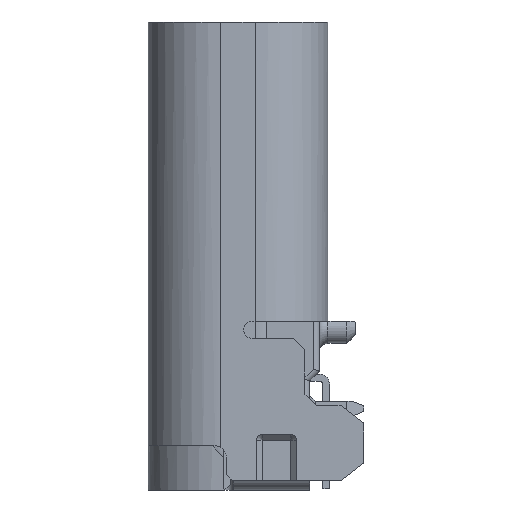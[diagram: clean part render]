
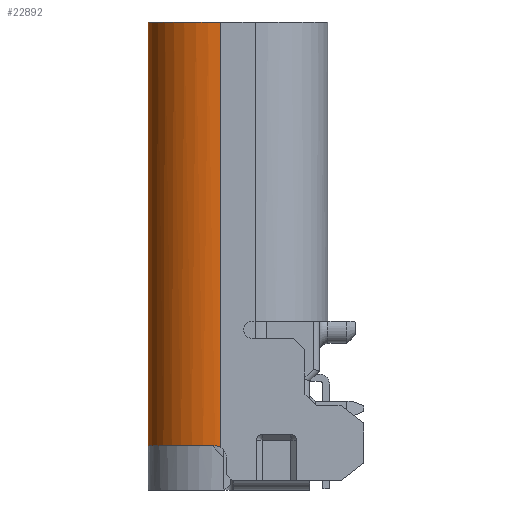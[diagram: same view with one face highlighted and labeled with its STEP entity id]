
A CAD part, left-side view. The second image highlights one B-rep face of the part: STEP entity #22892.
In plain terms, the highlighted cylindrical face has radius 1.27 mm (diameter 2.54 mm), a partial arc.
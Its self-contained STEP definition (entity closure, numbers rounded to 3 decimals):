
#232 = CARTESIAN_POINT ( 'NONE',  ( -4.47, 0.335, -2.708 ) ) ;
#670 = ORIENTED_EDGE ( 'NONE', *, *, #9839, .F. ) ;
#901 = CARTESIAN_POINT ( 'NONE',  ( -3.2, 0.3, -2.7 ) ) ;
#2258 = B_SPLINE_CURVE_WITH_KNOTS ( 'NONE', 3,
 ( #20689, #8331, #232, #22651 ),
 .UNSPECIFIED., .F., .F.,
 ( 4, 4 ),
 ( 0., 1. ),
 .UNSPECIFIED. ) ;
#2486 = VERTEX_POINT ( 'NONE', #16309 ) ;
#2590 = CYLINDRICAL_SURFACE ( 'NONE', #21133, 1.27 ) ;
#3060 = ORIENTED_EDGE ( 'NONE', *, *, #12030, .F. ) ;
#3268 = AXIS2_PLACEMENT_3D ( 'NONE', #14219, #6069, #18579 ) ;
#4676 = VERTEX_POINT ( 'NONE', #15974 ) ;
#5040 = DIRECTION ( 'NONE',  ( -1., 0., 0. ) ) ;
#5117 = CARTESIAN_POINT ( 'NONE',  ( -3.2, 0.3, 23.577 ) ) ;
#5540 = DIRECTION ( 'NONE',  ( 0., 0., 1. ) ) ;
#5562 = ORIENTED_EDGE ( 'NONE', *, *, #23474, .F. ) ;
#6069 = DIRECTION ( 'NONE',  ( 0., 0., 1. ) ) ;
#6131 = EDGE_CURVE ( 'NONE', #8707, #18457, #2258, .T. ) ;
#6870 = DIRECTION ( 'NONE',  ( 0., 0., -1. ) ) ;
#8331 = CARTESIAN_POINT ( 'NONE',  ( -4.469, 0.357, -2.702 ) ) ;
#8707 = VERTEX_POINT ( 'NONE', #11105 ) ;
#8720 = LINE ( 'NONE', #13796, #9939 ) ;
#8769 = EDGE_LOOP ( 'NONE', ( #3060, #22381, #16921, #5562, #670 ) ) ;
#9274 = DIRECTION ( 'NONE',  ( 0., 0., 1. ) ) ;
#9839 = EDGE_CURVE ( 'NONE', #13136, #4676, #17487, .T. ) ;
#9939 = VECTOR ( 'NONE', #5540, 1000. ) ;
#10966 = CIRCLE ( 'NONE', #13346, 1.27 ) ;
#11105 = CARTESIAN_POINT ( 'NONE',  ( -4.466, 0.4, -2.7 ) ) ;
#11404 = VECTOR ( 'NONE', #9274, 1000. ) ;
#12030 = EDGE_CURVE ( 'NONE', #8707, #13136, #10966, .T. ) ;
#13007 = EDGE_CURVE ( 'NONE', #18457, #2486, #8720, .T. ) ;
#13136 = VERTEX_POINT ( 'NONE', #14526 ) ;
#13304 = CARTESIAN_POINT ( 'NONE',  ( -3.2, 1.57, -3.3 ) ) ;
#13346 = AXIS2_PLACEMENT_3D ( 'NONE', #901, #6870, #17151 ) ;
#13796 = CARTESIAN_POINT ( 'NONE',  ( -4.47, 0.3, -3.3 ) ) ;
#14219 = CARTESIAN_POINT ( 'NONE',  ( -3.2, 0.3, 4.7 ) ) ;
#14526 = CARTESIAN_POINT ( 'NONE',  ( -3.2, 1.57, -2.7 ) ) ;
#14559 = CARTESIAN_POINT ( 'NONE',  ( -4.47, 0.3, -2.727 ) ) ;
#15974 = CARTESIAN_POINT ( 'NONE',  ( -3.2, 1.57, 4.7 ) ) ;
#16309 = CARTESIAN_POINT ( 'NONE',  ( -4.47, 0.3, 4.7 ) ) ;
#16366 = FACE_OUTER_BOUND ( 'NONE', #8769, .T. ) ;
#16921 = ORIENTED_EDGE ( 'NONE', *, *, #13007, .T. ) ;
#17151 = DIRECTION ( 'NONE',  ( -1., 0., 0. ) ) ;
#17284 = CIRCLE ( 'NONE', #3268, 1.27 ) ;
#17487 = LINE ( 'NONE', #13304, #11404 ) ;
#18457 = VERTEX_POINT ( 'NONE', #14559 ) ;
#18579 = DIRECTION ( 'NONE',  ( -1., 0., 0. ) ) ;
#19343 = DIRECTION ( 'NONE',  ( 0., 0., -1. ) ) ;
#20689 = CARTESIAN_POINT ( 'NONE',  ( -4.466, 0.4, -2.7 ) ) ;
#21133 = AXIS2_PLACEMENT_3D ( 'NONE', #5117, #19343, #5040 ) ;
#22381 = ORIENTED_EDGE ( 'NONE', *, *, #6131, .T. ) ;
#22651 = CARTESIAN_POINT ( 'NONE',  ( -4.47, 0.3, -2.727 ) ) ;
#22892 = ADVANCED_FACE ( 'NONE', ( #16366 ), #2590, .T. ) ;
#23474 = EDGE_CURVE ( 'NONE', #4676, #2486, #17284, .T. ) ;
